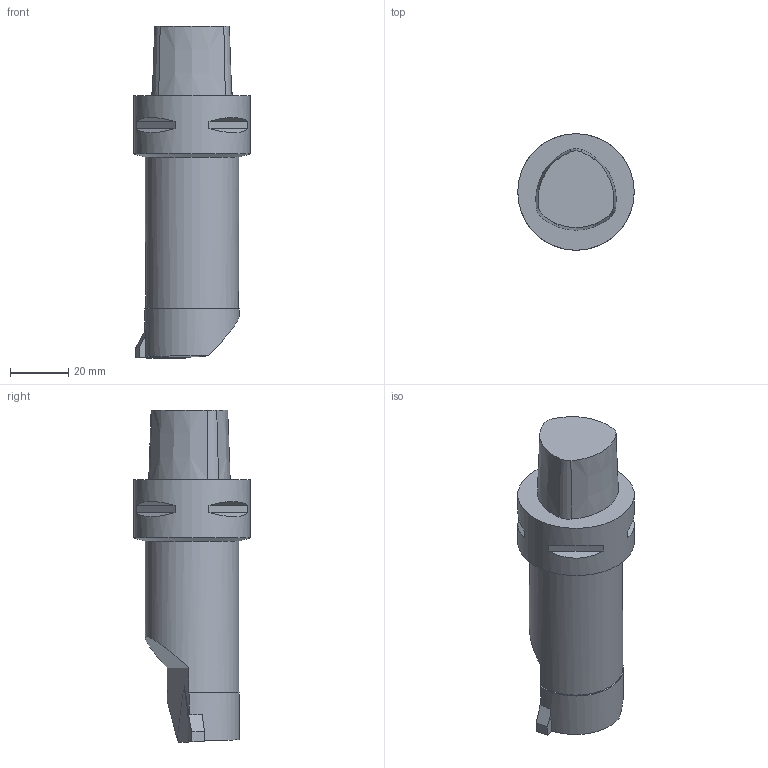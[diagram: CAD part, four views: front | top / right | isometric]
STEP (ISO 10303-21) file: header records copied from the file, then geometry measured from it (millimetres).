
FILE_DESCRIPTION(/* description */ (''),/* implementation_level */ '2;1');
FILE_NAME(/* name */ 'C4-CNR-22090-22HD.stp',/* time_stamp */ '2018-02-15T16:17:32+06:00',/* author */ (''),/* organization */ (''),/* preprocessor_version */ 'ST-DEVELOPER v16',/* originating_system */ 'SIEMENS PLM Software NX 11.0',/* authorisation */ '');
FILE_SCHEMA (('AUTOMOTIVE_DESIGN { 1 0 10303 214 3 1 1 1 }'));
Length unit declared in the file: millimetre
Products named in the file (1): inpuB997q3mr
Bounding box: 40 x 40 x 114 mm (x, y, z)
Volume: 86013.2 mm3; surface area: 15519.4 mm2
Topology: 4 solids, 4 shells, 46 faces, 102 edges, 68 vertices
Faces by surface type: plane 32, cone 8, cylinder 6
Full cylindrical faces by diameter (mm): 3.01 x1, 32 x1, 40 x1
Entity records: 1320 total; most frequent: DIRECTION 233, CARTESIAN_POINT 216, ORIENTED_EDGE 190, EDGE_CURVE 95, AXIS2_PLACEMENT_3D 90, VERTEX_POINT 65, EDGE_LOOP 54, LINE 53
